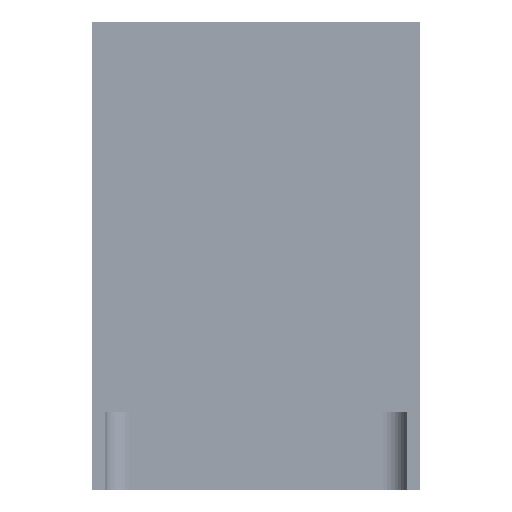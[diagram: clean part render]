
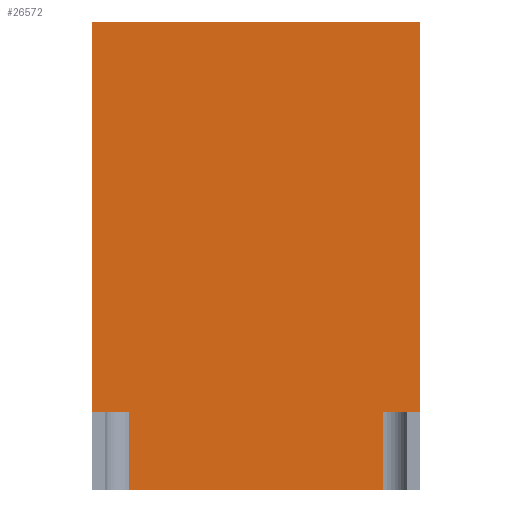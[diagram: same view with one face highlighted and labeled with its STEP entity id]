
A CAD part, front view. The second image highlights one B-rep face of the part: STEP entity #26572.
In plain terms, the highlighted planar face has unit normal (0, -1, 0).
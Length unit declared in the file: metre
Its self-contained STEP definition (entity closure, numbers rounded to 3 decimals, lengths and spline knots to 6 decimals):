
#5596=ORIENTED_EDGE('',*,*,#11204,.F.);
#5597=ORIENTED_EDGE('',*,*,#11205,.T.);
#5598=ORIENTED_EDGE('',*,*,#11201,.F.);
#5599=ORIENTED_EDGE('',*,*,#11206,.F.);
#5600=ORIENTED_EDGE('',*,*,#11207,.F.);
#5601=ORIENTED_EDGE('',*,*,#10487,.F.);
#5602=ORIENTED_EDGE('',*,*,#10496,.T.);
#5603=ORIENTED_EDGE('',*,*,#11197,.T.);
#10487=EDGE_CURVE('',#13293,#13294,#15389,.T.);
#10496=EDGE_CURVE('',#13293,#13301,#15398,.T.);
#11197=EDGE_CURVE('',#13301,#14001,#15403,.T.);
#11201=EDGE_CURVE('',#14003,#14004,#15406,.T.);
#11204=EDGE_CURVE('',#14006,#14001,#15408,.T.);
#11205=EDGE_CURVE('',#14006,#14004,#15409,.T.);
#11206=EDGE_CURVE('',#14007,#14003,#15410,.T.);
#11207=EDGE_CURVE('',#13294,#14007,#15411,.T.);
#13293=VERTEX_POINT('',#41937);
#13294=VERTEX_POINT('',#41939);
#13301=VERTEX_POINT('',#41955);
#14001=VERTEX_POINT('',#43357);
#14003=VERTEX_POINT('',#43364);
#14004=VERTEX_POINT('',#43366);
#14006=VERTEX_POINT('',#43372);
#14007=VERTEX_POINT('',#43375);
#15389=LINE('',#41938,#15427);
#15398=LINE('',#41956,#15436);
#15403=LINE('',#43358,#15441);
#15406=LINE('',#43365,#15444);
#15408=LINE('',#43371,#15446);
#15409=LINE('',#43373,#15447);
#15410=LINE('',#43374,#15448);
#15411=LINE('',#43376,#15449);
#15427=VECTOR('',#33555,1.);
#15436=VECTOR('',#33566,1.);
#15441=VECTOR('',#34965,1.);
#15444=VECTOR('',#34972,1.);
#15446=VECTOR('',#34978,1.);
#15447=VECTOR('',#34979,1.);
#15448=VECTOR('',#34980,1.);
#15449=VECTOR('',#34981,1.);
#16856=EDGE_LOOP('',(#5596,#5597,#5598,#5599,#5600,#5601,#5602,#5603));
#22402=FACE_BOUND('',#16856,.T.);
#26555=PLANE('',#29380);
#26572=ADVANCED_FACE('',(#22402),#26555,.T.);
#29380=AXIS2_PLACEMENT_3D('',#43370,#34976,#34977);
#33555=DIRECTION('',(0.,0.,-1.));
#33566=DIRECTION('',(-1.,0.,0.));
#34965=DIRECTION('',(0.,0.,-1.));
#34972=DIRECTION('',(-1.,0.,0.));
#34976=DIRECTION('',(0.,-1.,0.));
#34977=DIRECTION('',(1.,0.,0.));
#34978=DIRECTION('',(-1.,0.,0.));
#34979=DIRECTION('',(0.,0.,-1.));
#34980=DIRECTION('',(0.,0.,-1.));
#34981=DIRECTION('',(-1.,0.,0.));
#41937=CARTESIAN_POINT('',(0.105,-0.02,0.15));
#41938=CARTESIAN_POINT('',(0.105,-0.02,0.));
#41939=CARTESIAN_POINT('',(0.105,-0.02,-0.1));
#41955=CARTESIAN_POINT('',(-0.105,-0.02,0.15));
#41956=CARTESIAN_POINT('',(0.,-0.02,0.15));
#43357=CARTESIAN_POINT('',(-0.105,-0.02,-0.1));
#43358=CARTESIAN_POINT('',(-0.105,-0.02,0.));
#43364=CARTESIAN_POINT('',(0.0815,-0.02,-0.15));
#43365=CARTESIAN_POINT('',(0.,-0.02,-0.15));
#43366=CARTESIAN_POINT('',(-0.0815,-0.02,-0.15));
#43370=CARTESIAN_POINT('',(0.,-0.02,0.));
#43371=CARTESIAN_POINT('',(0.,-0.02,-0.1));
#43372=CARTESIAN_POINT('',(-0.0815,-0.02,-0.1));
#43373=CARTESIAN_POINT('',(-0.0815,-0.02,-0.1));
#43374=CARTESIAN_POINT('',(0.0815,-0.02,-0.1));
#43375=CARTESIAN_POINT('',(0.0815,-0.02,-0.1));
#43376=CARTESIAN_POINT('',(0.,-0.02,-0.1));
